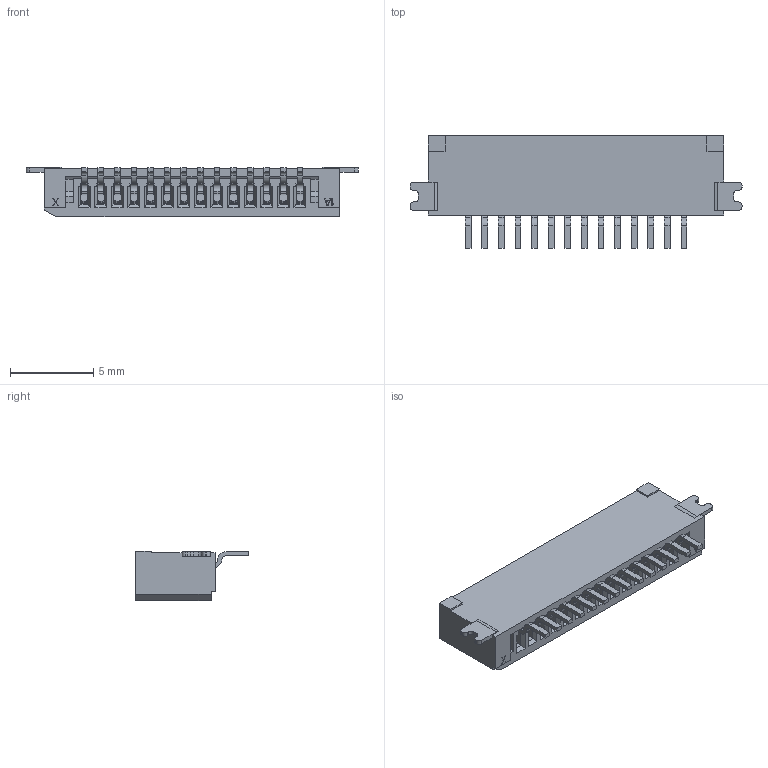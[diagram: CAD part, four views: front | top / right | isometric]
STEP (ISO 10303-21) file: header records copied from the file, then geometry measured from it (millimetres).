
FILE_DESCRIPTION (( 'STEP AP214' ), '1' );
FILE_NAME ('F519-1A7A1-11014-E200.STEP', '2021-01-05T09:48:20', ( '' ), ( '' ), 'SwSTEP 2.0', 'SolidWorks 2020', '' );
FILE_SCHEMA (( 'AUTOMOTIVE_DESIGN' ));
Length unit declared in the file: millimetre
Products named in the file (1): F519-1A7A1-11014-E200
Bounding box: 20 x 6.8 x 3 mm (x, y, z)
Volume: 186.3 mm3; surface area: 655.5 mm2
Topology: 1 solids, 3 shells, 1075 faces, 2904 edges, 1867 vertices
Faces by surface type: plane 670, cylinder 287, torus 84, bspline 34
Entity records: 35417 total; most frequent: CARTESIAN_POINT 8496, ORIENTED_EDGE 5808, DIRECTION 5337, EDGE_CURVE 2904, LINE 1997, VECTOR 1997, VERTEX_POINT 1867, AXIS2_PLACEMENT_3D 1670
